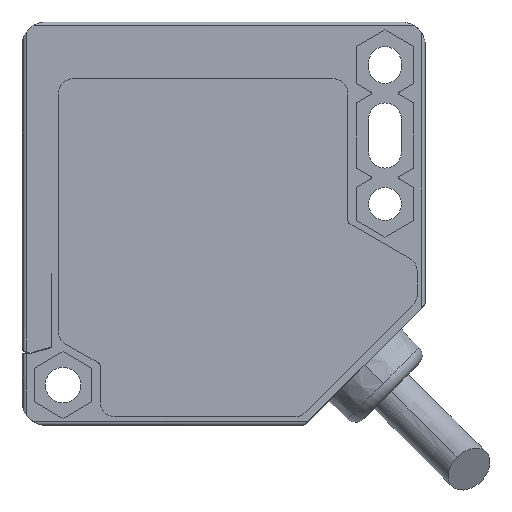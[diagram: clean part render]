
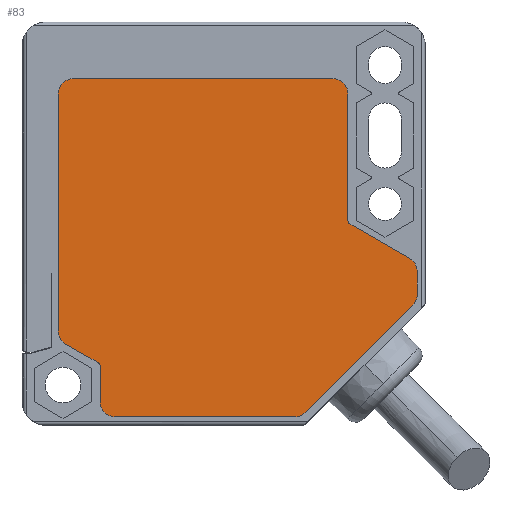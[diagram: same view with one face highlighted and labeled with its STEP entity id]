
A CAD part, left-side view. The second image highlights one B-rep face of the part: STEP entity #83.
In plain terms, the highlighted planar face has unit normal (-1, 0, 0).
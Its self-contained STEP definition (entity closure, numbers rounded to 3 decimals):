
#83=ADVANCED_FACE('',(#298),#299,.T.);
#298=FACE_OUTER_BOUND('',#673,.T.);
#299=PLANE('',#674);
#673=EDGE_LOOP('',(#1256,#1257,#1258,#1259,#1260,#1261,#1262,#1263,#1264,#1265,#1266,#1267,#1268,#1269,#1270,#1271,#1272,#1273));
#674=AXIS2_PLACEMENT_3D('',#1274,#1275,#1276);
#1256=ORIENTED_EDGE('',*,*,#2631,.F.);
#1257=ORIENTED_EDGE('',*,*,#2657,.F.);
#1258=ORIENTED_EDGE('',*,*,#2654,.F.);
#1259=ORIENTED_EDGE('',*,*,#2651,.F.);
#1260=ORIENTED_EDGE('',*,*,#2648,.F.);
#1261=ORIENTED_EDGE('',*,*,#2645,.F.);
#1262=ORIENTED_EDGE('',*,*,#2642,.F.);
#1263=ORIENTED_EDGE('',*,*,#2639,.F.);
#1264=ORIENTED_EDGE('',*,*,#2636,.F.);
#1265=ORIENTED_EDGE('',*,*,#2633,.F.);
#1266=ORIENTED_EDGE('',*,*,#2606,.F.);
#1267=ORIENTED_EDGE('',*,*,#2610,.F.);
#1268=ORIENTED_EDGE('',*,*,#2613,.F.);
#1269=ORIENTED_EDGE('',*,*,#2616,.F.);
#1270=ORIENTED_EDGE('',*,*,#2619,.F.);
#1271=ORIENTED_EDGE('',*,*,#2622,.F.);
#1272=ORIENTED_EDGE('',*,*,#2625,.F.);
#1273=ORIENTED_EDGE('',*,*,#2628,.F.);
#1274=CARTESIAN_POINT('',(-9.35,0.611,-2.348));
#1275=DIRECTION('',(-1.0,0.0,0.));
#1276=DIRECTION('',(0.,0.0,1.0));
#2606=EDGE_CURVE('',#3200,#3202,#3203,.T.);
#2610=EDGE_CURVE('',#3207,#3200,#3209,.T.);
#2613=EDGE_CURVE('',#3212,#3207,#3214,.T.);
#2616=EDGE_CURVE('',#3217,#3212,#3219,.T.);
#2619=EDGE_CURVE('',#3222,#3217,#3224,.T.);
#2622=EDGE_CURVE('',#3227,#3222,#3229,.T.);
#2625=EDGE_CURVE('',#3232,#3227,#3234,.T.);
#2628=EDGE_CURVE('',#3237,#3232,#3239,.T.);
#2631=EDGE_CURVE('',#3242,#3237,#3244,.T.);
#2633=EDGE_CURVE('',#3202,#3247,#3248,.T.);
#2636=EDGE_CURVE('',#3247,#3252,#3253,.T.);
#2639=EDGE_CURVE('',#3252,#3257,#3258,.T.);
#2642=EDGE_CURVE('',#3257,#3262,#3263,.T.);
#2645=EDGE_CURVE('',#3262,#3267,#3268,.T.);
#2648=EDGE_CURVE('',#3267,#3272,#3273,.T.);
#2651=EDGE_CURVE('',#3272,#3277,#3278,.T.);
#2654=EDGE_CURVE('',#3277,#3282,#3283,.T.);
#2657=EDGE_CURVE('',#3282,#3242,#3286,.T.);
#3200=VERTEX_POINT('',#4242);
#3202=VERTEX_POINT('',#4245);
#3203=LINE('',#4246,#4247);
#3207=VERTEX_POINT('',#4252);
#3209=CIRCLE('',#4255,1.9);
#3212=VERTEX_POINT('',#4259);
#3214=LINE('',#4262,#4263);
#3217=VERTEX_POINT('',#4266);
#3219=CIRCLE('',#4269,1.9);
#3222=VERTEX_POINT('',#4273);
#3224=LINE('',#4276,#4277);
#3227=VERTEX_POINT('',#4280);
#3229=CIRCLE('',#4283,0.469);
#3232=VERTEX_POINT('',#4287);
#3234=LINE('',#4290,#4291);
#3237=VERTEX_POINT('',#4294);
#3239=CIRCLE('',#4297,1.9);
#3242=VERTEX_POINT('',#4301);
#3244=LINE('',#4304,#4305);
#3247=VERTEX_POINT('',#4308);
#3248=CIRCLE('',#4309,1.9);
#3252=VERTEX_POINT('',#4315);
#3253=LINE('',#4316,#4317);
#3257=VERTEX_POINT('',#4322);
#3258=CIRCLE('',#4323,0.5);
#3262=VERTEX_POINT('',#4329);
#3263=LINE('',#4330,#4331);
#3267=VERTEX_POINT('',#4336);
#3268=CIRCLE('',#4337,1.9);
#3272=VERTEX_POINT('',#4343);
#3273=LINE('',#4344,#4345);
#3277=VERTEX_POINT('',#4350);
#3278=CIRCLE('',#4351,1.9);
#3282=VERTEX_POINT('',#4357);
#3283=LINE('',#4358,#4359);
#3286=CIRCLE('',#4363,1.9);
#4242=CARTESIAN_POINT('',(-9.35,18.65,18.0));
#4245=CARTESIAN_POINT('',(-9.35,-13.55,18.0));
#4246=CARTESIAN_POINT('',(-9.35,18.65,18.0));
#4247=VECTOR('',#5724,1.0);
#4252=CARTESIAN_POINT('',(-9.35,20.55,16.1));
#4255=AXIS2_PLACEMENT_3D('',#5730,#5731,#5732);
#4259=CARTESIAN_POINT('',(-9.35,20.55,-13.311));
#4262=CARTESIAN_POINT('',(-9.35,20.55,-13.311));
#4263=VECTOR('',#5735,1.0);
#4266=CARTESIAN_POINT('',(-9.35,19.6,-14.957));
#4269=AXIS2_PLACEMENT_3D('',#5740,#5741,#5742);
#4273=CARTESIAN_POINT('',(-9.35,15.6,-17.266));
#4276=CARTESIAN_POINT('',(-9.35,15.6,-17.266));
#4277=VECTOR('',#5745,1.0);
#4280=CARTESIAN_POINT('',(-9.35,15.35,-17.699));
#4283=AXIS2_PLACEMENT_3D('',#5750,#5751,#5752);
#4287=CARTESIAN_POINT('',(-9.35,15.35,-22.1));
#4290=CARTESIAN_POINT('',(-9.35,15.35,-22.1));
#4291=VECTOR('',#5755,1.0);
#4294=CARTESIAN_POINT('',(-9.35,13.45,-24.0));
#4297=AXIS2_PLACEMENT_3D('',#5760,#5761,#5762);
#4301=CARTESIAN_POINT('',(-9.35,-8.843,-24.));
#4304=CARTESIAN_POINT('',(-9.35,-8.843,-24.));
#4305=VECTOR('',#5765,1.0);
#4308=CARTESIAN_POINT('',(-9.35,-15.45,16.1));
#4309=AXIS2_PLACEMENT_3D('',#5769,#5770,#5771);
#4315=CARTESIAN_POINT('',(-9.35,-15.45,0.397));
#4316=CARTESIAN_POINT('',(-9.35,-15.45,16.1));
#4317=VECTOR('',#5774,1.0);
#4322=CARTESIAN_POINT('',(-9.35,-15.7,-0.036));
#4323=AXIS2_PLACEMENT_3D('',#5779,#5780,#5781);
#4329=CARTESIAN_POINT('',(-9.35,-23.1,-4.308));
#4330=CARTESIAN_POINT('',(-9.35,-15.7,-0.036));
#4331=VECTOR('',#5784,1.0);
#4336=CARTESIAN_POINT('',(-9.35,-24.05,-5.954));
#4337=AXIS2_PLACEMENT_3D('',#5789,#5790,#5791);
#4343=CARTESIAN_POINT('',(-9.35,-24.05,-8.793));
#4344=CARTESIAN_POINT('',(-9.35,-24.05,-8.793));
#4345=VECTOR('',#5794,1.0);
#4350=CARTESIAN_POINT('',(-9.35,-23.494,-10.136));
#4351=AXIS2_PLACEMENT_3D('',#5799,#5800,#5801);
#4357=CARTESIAN_POINT('',(-9.35,-10.186,-23.444));
#4358=CARTESIAN_POINT('',(-9.35,-10.186,-23.444));
#4359=VECTOR('',#5804,1.0);
#4363=AXIS2_PLACEMENT_3D('',#5809,#5810,#5811);
#5724=DIRECTION('',(0.0,-1.0,0.0));
#5730=CARTESIAN_POINT('',(-9.35,18.65,16.1));
#5731=DIRECTION('',(1.0,0.0,0.));
#5732=DIRECTION('',(0.,0.0,1.0));
#5735=DIRECTION('',(0.,0.0,1.0));
#5740=CARTESIAN_POINT('',(-9.35,18.65,-13.311));
#5741=DIRECTION('',(1.0,0.0,0.));
#5742=DIRECTION('',(0.,0.0,1.0));
#5745=DIRECTION('',(0.,0.866,0.5));
#5750=CARTESIAN_POINT('',(-9.35,15.819,-17.681));
#5751=DIRECTION('',(-1.0,0.0,0.));
#5752=DIRECTION('',(0.,0.0,1.0));
#5755=DIRECTION('',(0.,0.,1.0));
#5760=CARTESIAN_POINT('',(-9.35,13.45,-22.1));
#5761=DIRECTION('',(1.0,0.0,0.));
#5762=DIRECTION('',(0.,0.0,1.0));
#5765=DIRECTION('',(0.,1.0,0.));
#5769=CARTESIAN_POINT('',(-9.35,-13.55,16.1));
#5770=DIRECTION('',(1.0,0.0,0.));
#5771=DIRECTION('',(0.,0.0,1.0));
#5774=DIRECTION('',(0.,0.,-1.0));
#5779=CARTESIAN_POINT('',(-9.35,-15.95,0.397));
#5780=DIRECTION('',(-1.0,0.0,0.));
#5781=DIRECTION('',(0.,0.0,1.0));
#5784=DIRECTION('',(0.,-0.866,-0.5));
#5789=CARTESIAN_POINT('',(-9.35,-22.15,-5.954));
#5790=DIRECTION('',(1.0,0.0,0.));
#5791=DIRECTION('',(0.,0.0,1.0));
#5794=DIRECTION('',(0.,0.,-1.0));
#5799=CARTESIAN_POINT('',(-9.35,-22.15,-8.793));
#5800=DIRECTION('',(1.0,0.0,0.));
#5801=DIRECTION('',(0.,0.0,1.0));
#5804=DIRECTION('',(0.,0.707,-0.707));
#5809=CARTESIAN_POINT('',(-9.35,-8.843,-22.1));
#5810=DIRECTION('',(1.0,0.0,0.));
#5811=DIRECTION('',(0.,0.0,1.0));
